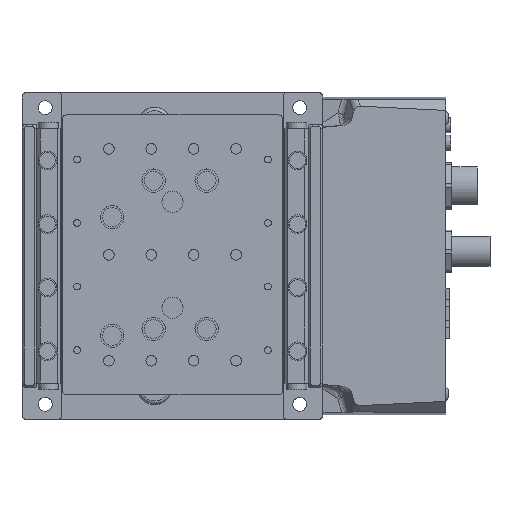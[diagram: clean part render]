
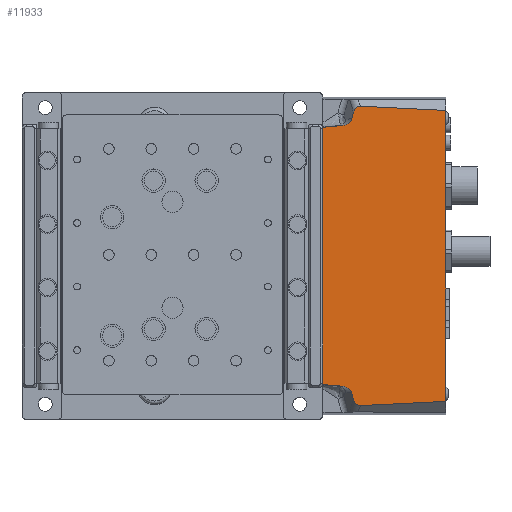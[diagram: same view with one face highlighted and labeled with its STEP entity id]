
A CAD part, top view. The second image highlights one B-rep face of the part: STEP entity #11933.
In plain terms, the highlighted face is planar.
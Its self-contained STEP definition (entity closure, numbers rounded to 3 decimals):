
#520 = DIRECTION ( 'NONE',  ( 0., 0., -1. ) ) ;
#548 = ORIENTED_EDGE ( 'NONE', *, *, #3867, .T. ) ;
#622 = DIRECTION ( 'NONE',  ( -0.256, 0., 0.967 ) ) ;
#718 = VERTEX_POINT ( 'NONE', #13192 ) ;
#807 = CARTESIAN_POINT ( 'NONE',  ( -35.5, 24.5, -37.5 ) ) ;
#910 = VERTEX_POINT ( 'NONE', #1231 ) ;
#953 = VERTEX_POINT ( 'NONE', #2248 ) ;
#1011 = VERTEX_POINT ( 'NONE', #13810 ) ;
#1207 = VERTEX_POINT ( 'NONE', #2198 ) ;
#1231 = CARTESIAN_POINT ( 'NONE',  ( -64.5, 24.5, -34.323 ) ) ;
#1263 = LINE ( 'NONE', #5112, #13976 ) ;
#1413 = VECTOR ( 'NONE', #6288, 1000. ) ;
#1582 = ORIENTED_EDGE ( 'NONE', *, *, #17025, .T. ) ;
#1756 = CARTESIAN_POINT ( 'NONE',  ( -40.234, 24.5, -30.751 ) ) ;
#1831 = VECTOR ( 'NONE', #4658, 1000. ) ;
#1897 = VERTEX_POINT ( 'NONE', #14347 ) ;
#1989 = DIRECTION ( 'NONE',  ( -0.996, 0., 0.087 ) ) ;
#2175 = LINE ( 'NONE', #3543, #11956 ) ;
#2198 = CARTESIAN_POINT ( 'NONE',  ( -42.721, 24.5, -33.929 ) ) ;
#2224 = VERTEX_POINT ( 'NONE', #9695 ) ;
#2248 = CARTESIAN_POINT ( 'NONE',  ( -40.234, 24.5, 30.751 ) ) ;
#2375 = CARTESIAN_POINT ( 'NONE',  ( -42.964, 24.5, 34.846 ) ) ;
#2901 = CARTESIAN_POINT ( 'NONE',  ( -42.964, 24.5, -34.846 ) ) ;
#2918 = ORIENTED_EDGE ( 'NONE', *, *, #18043, .T. ) ;
#3054 = VECTOR ( 'NONE', #14701, 1000. ) ;
#3089 = ORIENTED_EDGE ( 'NONE', *, *, #10705, .T. ) ;
#3517 = CARTESIAN_POINT ( 'NONE',  ( -42.062, 24.5, 31.44 ) ) ;
#3543 = CARTESIAN_POINT ( 'NONE',  ( -64.377, 24.5, 34.329 ) ) ;
#3686 = EDGE_CURVE ( 'NONE', #1011, #1207, #17709, .T. ) ;
#3709 = VERTEX_POINT ( 'NONE', #9782 ) ;
#3746 = CARTESIAN_POINT ( 'NONE',  ( -35.5, 24.5, -37.5 ) ) ;
#3867 = EDGE_CURVE ( 'NONE', #2224, #3709, #5095, .T. ) ;
#4052 = VECTOR ( 'NONE', #14877, 1000. ) ;
#4383 = VECTOR ( 'NONE', #1989, 1000. ) ;
#4658 = DIRECTION ( 'NONE',  ( 0., 0., -1. ) ) ;
#4945 = LINE ( 'NONE', #3746, #4052 ) ;
#5048 = LINE ( 'NONE', #10614, #3054 ) ;
#5095 = LINE ( 'NONE', #807, #1413 ) ;
#5112 = CARTESIAN_POINT ( 'NONE',  ( -64.5, 24.5, -37.5 ) ) ;
#5220 = CARTESIAN_POINT ( 'NONE',  ( -45.028, 24.5, -42.651 ) ) ;
#5259 = AXIS2_PLACEMENT_3D ( 'NONE', #11755, #7368, #520 ) ;
#5574 = VECTOR ( 'NONE', #14458, 1000. ) ;
#5914 = CARTESIAN_POINT ( 'NONE',  ( -45.028, 24.5, 42.651 ) ) ;
#5915 = PLANE ( 'NONE',  #5259 ) ;
#6114 = CARTESIAN_POINT ( 'NONE',  ( -41.276, 24.5, -30.842 ) ) ;
#6288 = DIRECTION ( 'NONE',  ( 0., 0., -1. ) ) ;
#6395 = CARTESIAN_POINT ( 'NONE',  ( -42.062, 24.5, -31.44 ) ) ;
#6450 = CARTESIAN_POINT ( 'NONE',  ( -40.234, 24.5, 30.751 ) ) ;
#7017 = CARTESIAN_POINT ( 'NONE',  ( -44.329, 24.5, -35.319 ) ) ;
#7074 = ORIENTED_EDGE ( 'NONE', *, *, #8536, .F. ) ;
#7202 = VERTEX_POINT ( 'NONE', #10874 ) ;
#7368 = DIRECTION ( 'NONE',  ( 0., -1., 0. ) ) ;
#7459 = CARTESIAN_POINT ( 'NONE',  ( -64.902, 24.5, 32.91 ) ) ;
#7580 = CARTESIAN_POINT ( 'NONE',  ( -35.5, 24.5, -37.5 ) ) ;
#7719 = CARTESIAN_POINT ( 'NONE',  ( -41.276, 24.5, 30.842 ) ) ;
#7856 = DIRECTION ( 'NONE',  ( 0., 0., -1. ) ) ;
#8422 =( BOUNDED_CURVE ( )  B_SPLINE_CURVE ( 3, ( #11021, #2901, #15481, #7017 ),
 .UNSPECIFIED., .F., .F. ) 
 B_SPLINE_CURVE_WITH_KNOTS ( ( 4, 4 ),
 ( 2.325, 3.395 ),
 .UNSPECIFIED. ) 
 CURVE ( )  GEOMETRIC_REPRESENTATION_ITEM ( )  RATIONAL_B_SPLINE_CURVE ( ( 1., 0.907, 0.907, 1. ) ) 
 REPRESENTATION_ITEM ( '' )  );
#8536 = EDGE_CURVE ( 'NONE', #16841, #7202, #9708, .T. ) ;
#8764 = CARTESIAN_POINT ( 'NONE',  ( -42.294, 24.5, -32.316 ) ) ;
#8796 = ORIENTED_EDGE ( 'NONE', *, *, #11960, .F. ) ;
#8938 = FACE_OUTER_BOUND ( 'NONE', #13132, .T. ) ;
#8940 = DIRECTION ( 'NONE',  ( -0.999, 0., -0.049 ) ) ;
#9193 = LINE ( 'NONE', #11818, #5574 ) ;
#9695 = CARTESIAN_POINT ( 'NONE',  ( -35.5, 24.5, 30.336 ) ) ;
#9708 =( BOUNDED_CURVE ( )  B_SPLINE_CURVE ( 3, ( #12388, #2375, #10763, #10848 ),
 .UNSPECIFIED., .F., .T. ) 
 B_SPLINE_CURVE_WITH_KNOTS ( ( 4, 4 ),
 ( 2.325, 3.395 ),
 .UNSPECIFIED. ) 
 CURVE ( )  GEOMETRIC_REPRESENTATION_ITEM ( )  RATIONAL_B_SPLINE_CURVE ( ( 1., 0.907, 0.907, 1. ) ) 
 REPRESENTATION_ITEM ( '' )  );
#9782 = CARTESIAN_POINT ( 'NONE',  ( -35.5, 24.5, 30. ) ) ;
#10614 = CARTESIAN_POINT ( 'NONE',  ( -64.902, 24.5, -32.91 ) ) ;
#10705 = EDGE_CURVE ( 'NONE', #3709, #14717, #4945, .T. ) ;
#10763 = CARTESIAN_POINT ( 'NONE',  ( -43.555, 24.5, 35.357 ) ) ;
#10848 = CARTESIAN_POINT ( 'NONE',  ( -44.329, 24.5, 35.319 ) ) ;
#10874 = CARTESIAN_POINT ( 'NONE',  ( -44.329, 24.5, 35.319 ) ) ;
#10945 = VERTEX_POINT ( 'NONE', #12021 ) ;
#11021 = CARTESIAN_POINT ( 'NONE',  ( -42.721, 24.5, -33.929 ) ) ;
#11127 = ORIENTED_EDGE ( 'NONE', *, *, #13188, .F. ) ;
#11627 = EDGE_CURVE ( 'NONE', #15537, #910, #1263, .T. ) ;
#11711 = ORIENTED_EDGE ( 'NONE', *, *, #17690, .F. ) ;
#11755 = CARTESIAN_POINT ( 'NONE',  ( -64.5, 24.5, -37.5 ) ) ;
#11811 = ORIENTED_EDGE ( 'NONE', *, *, #14632, .T. ) ;
#11818 = CARTESIAN_POINT ( 'NONE',  ( -64.377, 24.5, -34.329 ) ) ;
#11907 = CARTESIAN_POINT ( 'NONE',  ( -42.294, 24.5, 32.316 ) ) ;
#11933 = ADVANCED_FACE ( 'NONE', ( #8938 ), #5915, .F. ) ;
#11952 = CARTESIAN_POINT ( 'NONE',  ( -40.234, 24.5, -30.751 ) ) ;
#11956 = VECTOR ( 'NONE', #8940, 1000. ) ;
#11960 = EDGE_CURVE ( 'NONE', #2224, #953, #17031, .T. ) ;
#12021 = CARTESIAN_POINT ( 'NONE',  ( -35.5, 24.5, -30.336 ) ) ;
#12080 = ORIENTED_EDGE ( 'NONE', *, *, #17656, .T. ) ;
#12388 = CARTESIAN_POINT ( 'NONE',  ( -42.721, 24.5, 33.929 ) ) ;
#12761 = VECTOR ( 'NONE', #14796, 1000. ) ;
#12860 = LINE ( 'NONE', #7580, #1831 ) ;
#12911 = ORIENTED_EDGE ( 'NONE', *, *, #3686, .T. ) ;
#13111 = ORIENTED_EDGE ( 'NONE', *, *, #14948, .T. ) ;
#13117 = LINE ( 'NONE', #5914, #16413 ) ;
#13132 = EDGE_LOOP ( 'NONE', ( #12911, #13111, #12080, #13657, #11127, #7074, #13857, #11711, #8796, #548, #3089, #11811, #1582, #2918 ) ) ;
#13188 = EDGE_CURVE ( 'NONE', #7202, #15537, #2175, .T. ) ;
#13192 = CARTESIAN_POINT ( 'NONE',  ( -42.294, 24.5, 32.316 ) ) ;
#13657 = ORIENTED_EDGE ( 'NONE', *, *, #11627, .F. ) ;
#13810 = CARTESIAN_POINT ( 'NONE',  ( -42.294, 24.5, -32.316 ) ) ;
#13857 = ORIENTED_EDGE ( 'NONE', *, *, #15107, .F. ) ;
#13886 = CARTESIAN_POINT ( 'NONE',  ( -42.721, 24.5, 33.929 ) ) ;
#13976 = VECTOR ( 'NONE', #7856, 1000. ) ;
#14347 = CARTESIAN_POINT ( 'NONE',  ( -44.329, 24.5, -35.319 ) ) ;
#14458 = DIRECTION ( 'NONE',  ( -0.999, 0., 0.049 ) ) ;
#14632 = EDGE_CURVE ( 'NONE', #14717, #10945, #12860, .T. ) ;
#14701 = DIRECTION ( 'NONE',  ( -0.996, 0., -0.087 ) ) ;
#14702 =( BOUNDED_CURVE ( )  B_SPLINE_CURVE ( 3, ( #11952, #6114, #6395, #8764 ),
 .UNSPECIFIED., .F., .F. ) 
 B_SPLINE_CURVE_WITH_KNOTS ( ( 4, 4 ),
 ( 4.78, 6.034 ),
 .UNSPECIFIED. ) 
 CURVE ( )  GEOMETRIC_REPRESENTATION_ITEM ( )  RATIONAL_B_SPLINE_CURVE ( ( 1., 0.873, 0.873, 1. ) ) 
 REPRESENTATION_ITEM ( '' )  );
#14717 = VERTEX_POINT ( 'NONE', #15687 ) ;
#14796 = DIRECTION ( 'NONE',  ( -0.256, 0., -0.967 ) ) ;
#14877 = DIRECTION ( 'NONE',  ( 0., 0., -1. ) ) ;
#14948 = EDGE_CURVE ( 'NONE', #1207, #1897, #8422, .T. ) ;
#15107 = EDGE_CURVE ( 'NONE', #718, #16841, #13117, .T. ) ;
#15481 = CARTESIAN_POINT ( 'NONE',  ( -43.555, 24.5, -35.357 ) ) ;
#15537 = VERTEX_POINT ( 'NONE', #16367 ) ;
#15687 = CARTESIAN_POINT ( 'NONE',  ( -35.5, 24.5, -30. ) ) ;
#16367 = CARTESIAN_POINT ( 'NONE',  ( -64.5, 24.5, 34.323 ) ) ;
#16413 = VECTOR ( 'NONE', #622, 1000. ) ;
#16841 = VERTEX_POINT ( 'NONE', #13886 ) ;
#16857 = VERTEX_POINT ( 'NONE', #1756 ) ;
#17025 = EDGE_CURVE ( 'NONE', #10945, #16857, #5048, .T. ) ;
#17031 = LINE ( 'NONE', #7459, #4383 ) ;
#17635 =( BOUNDED_CURVE ( )  B_SPLINE_CURVE ( 3, ( #6450, #7719, #3517, #11907 ),
 .UNSPECIFIED., .F., .F. ) 
 B_SPLINE_CURVE_WITH_KNOTS ( ( 4, 4 ),
 ( 4.78, 6.034 ),
 .UNSPECIFIED. ) 
 CURVE ( )  GEOMETRIC_REPRESENTATION_ITEM ( )  RATIONAL_B_SPLINE_CURVE ( ( 1., 0.873, 0.873, 1. ) ) 
 REPRESENTATION_ITEM ( '' )  );
#17656 = EDGE_CURVE ( 'NONE', #1897, #910, #9193, .T. ) ;
#17690 = EDGE_CURVE ( 'NONE', #953, #718, #17635, .T. ) ;
#17709 = LINE ( 'NONE', #5220, #12761 ) ;
#18043 = EDGE_CURVE ( 'NONE', #16857, #1011, #14702, .T. ) ;
